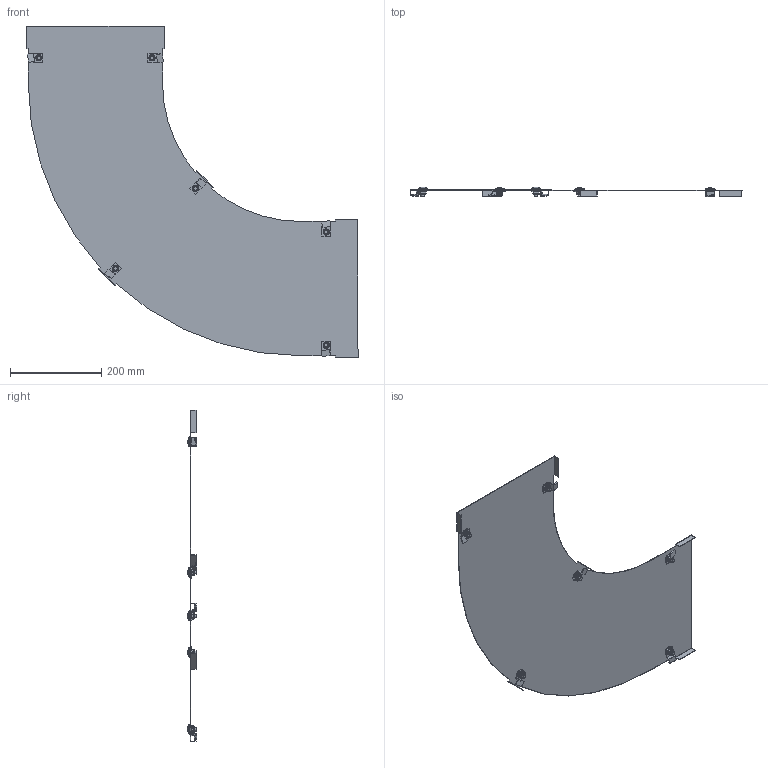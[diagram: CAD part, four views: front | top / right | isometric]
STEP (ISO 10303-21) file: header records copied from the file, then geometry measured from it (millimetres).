
FILE_DESCRIPTION (( 'STEP AP214' ), '1' );
FILE_NAME ('6226012.STP', '2017-03-27T11:33:04', ( '' ), ( '' ), 'SwSTEP 2.0', 'SolidWorks 2016', '' );
FILE_SCHEMA (( 'AUTOMOTIVE_DESIGN' ));
Length unit declared in the file: millimetre
Products named in the file (6): 6226012; 086621_300_VA; KTS 14.002-012_M8x16; KTS 08.083-001_Standard; KTS 08.082-002_Standard; 011642_DIN EN ISO 10511 - M8 - C
Assembly tree (25 placements, depth 2):
  6226012
    086621_300_VA
    KTS 14.002-012_M8x16  x6
    KTS 08.083-001_Standard  x6
    KTS 08.082-002_Standard  x6
    011642_DIN EN ISO 10511 - M8 - C  x6
Bounding box: 727 x 20.67 x 727 mm (x, y, z)
Volume: 312169 mm3; surface area: 600099.6 mm2
Topology: 25 solids, 25 shells, 524 faces, 1224 edges, 768 vertices
Faces by surface type: plane 304, cylinder 100, cone 72, bspline 48
Entity records: 6053 total; most frequent: CARTESIAN_POINT 1175, DIRECTION 660, ORIENTED_EDGE 648, EDGE_CURVE 324, AXIS2_PLACEMENT_3D 229, VERTEX_POINT 208, VECTOR 202, LINE 202
